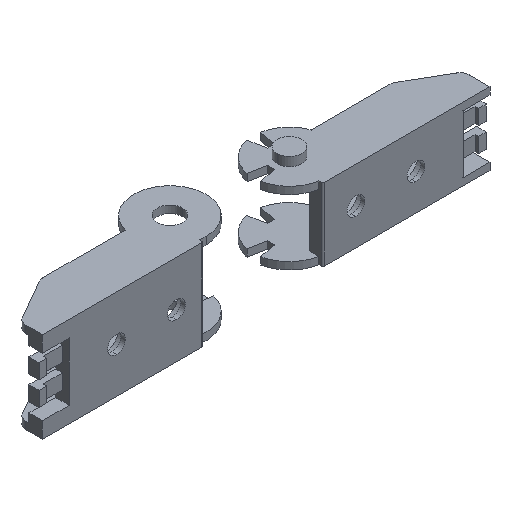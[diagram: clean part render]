
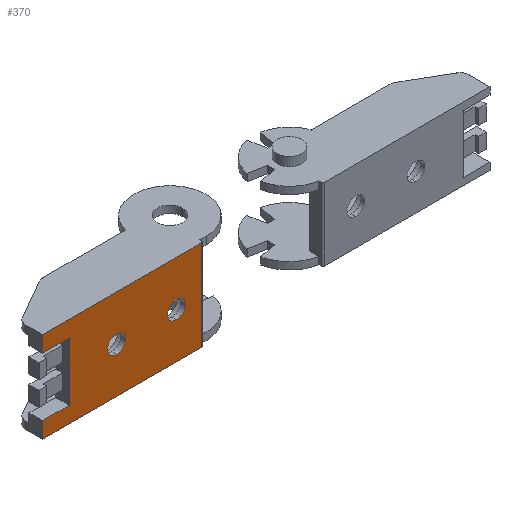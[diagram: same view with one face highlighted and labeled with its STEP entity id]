
A CAD part, isometric view. The second image highlights one B-rep face of the part: STEP entity #370.
In plain terms, the highlighted planar face has unit normal (0, -1, 0).
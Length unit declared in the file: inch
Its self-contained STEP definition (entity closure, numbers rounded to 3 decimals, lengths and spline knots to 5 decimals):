
#82 = EDGE_CURVE ( 'NONE', #1985, #4324, #4069, .T. ) ;
#143 = CARTESIAN_POINT ( 'NONE',  ( -1.98819, 0., 0.09252 ) ) ;
#166 = CIRCLE ( 'NONE', #2747, 0.11024 ) ;
#223 = DIRECTION ( 'NONE',  ( 0., 0., 1. ) ) ;
#262 = CARTESIAN_POINT ( 'NONE',  ( 0., 0., -1.0374 ) ) ;
#294 = EDGE_CURVE ( 'NONE', #674, #1790, #3709, .T. ) ;
#296 = DIRECTION ( 'NONE',  ( 0., 0., 1. ) ) ;
#312 = ORIENTED_EDGE ( 'NONE', *, *, #522, .T. ) ;
#370 = ADVANCED_FACE ( 'NONE', ( #2192, #1576, #1604 ), #4046, .T. ) ;
#384 = LINE ( 'NONE', #1057, #1801 ) ;
#464 = VECTOR ( 'NONE', #4263, 39.37008 ) ;
#502 = EDGE_CURVE ( 'NONE', #3533, #3027, #166, .T. ) ;
#522 = EDGE_CURVE ( 'NONE', #3896, #3081, #3400, .T. ) ;
#535 = ORIENTED_EDGE ( 'NONE', *, *, #1010, .T. ) ;
#552 = CARTESIAN_POINT ( 'NONE',  ( -1.98819, 0., 0. ) ) ;
#559 = CARTESIAN_POINT ( 'NONE',  ( 0., 0., -0.10827 ) ) ;
#622 = DIRECTION ( 'NONE',  ( 0., 1., 0. ) ) ;
#633 = EDGE_CURVE ( 'NONE', #2796, #4446, #3214, .T. ) ;
#674 = VERTEX_POINT ( 'NONE', #1395 ) ;
#687 = AXIS2_PLACEMENT_3D ( 'NONE', #1780, #3189, #2445 ) ;
#712 = ORIENTED_EDGE ( 'NONE', *, *, #962, .T. ) ;
#775 = CARTESIAN_POINT ( 'NONE',  ( -1.98819, 0., -1.0374 ) ) ;
#887 = VERTEX_POINT ( 'NONE', #3781 ) ;
#893 = LINE ( 'NONE', #552, #1944 ) ;
#898 = DIRECTION ( 'NONE',  ( 0., 0., -1. ) ) ;
#909 = AXIS2_PLACEMENT_3D ( 'NONE', #2344, #622, #4499 ) ;
#962 = EDGE_CURVE ( 'NONE', #1790, #674, #4372, .T. ) ;
#1010 = EDGE_CURVE ( 'NONE', #4324, #2796, #893, .T. ) ;
#1057 = CARTESIAN_POINT ( 'NONE',  ( 0., 0., 0. ) ) ;
#1105 = EDGE_CURVE ( 'NONE', #4446, #887, #384, .T. ) ;
#1186 = DIRECTION ( 'NONE',  ( 0., 0., 1. ) ) ;
#1256 = CARTESIAN_POINT ( 'NONE',  ( 0., 0., 0. ) ) ;
#1305 = CARTESIAN_POINT ( 'NONE',  ( -0.9252, 0., -0.58268 ) ) ;
#1395 = CARTESIAN_POINT ( 'NONE',  ( -0.9252, 0., -0.3622 ) ) ;
#1406 = CARTESIAN_POINT ( 'NONE',  ( -0.33465, 0., -0.83661 ) ) ;
#1466 = CARTESIAN_POINT ( 'NONE',  ( 0., 0., -1.0374 ) ) ;
#1503 = VECTOR ( 'NONE', #2676, 39.37008 ) ;
#1540 = DIRECTION ( 'NONE',  ( 0., 0., -1. ) ) ;
#1576 = FACE_BOUND ( 'NONE', #2140, .T. ) ;
#1604 = FACE_OUTER_BOUND ( 'NONE', #3710, .T. ) ;
#1710 = ORIENTED_EDGE ( 'NONE', *, *, #82, .T. ) ;
#1714 = DIRECTION ( 'NONE',  ( 0., 1., 0. ) ) ;
#1760 = ORIENTED_EDGE ( 'NONE', *, *, #4240, .T. ) ;
#1780 = CARTESIAN_POINT ( 'NONE',  ( -0.9252, 0., -0.47244 ) ) ;
#1790 = VERTEX_POINT ( 'NONE', #1305 ) ;
#1801 = VECTOR ( 'NONE', #296, 39.37008 ) ;
#1920 = DIRECTION ( 'NONE',  ( 0., -1., 0. ) ) ;
#1944 = VECTOR ( 'NONE', #1963, 39.37008 ) ;
#1950 = DIRECTION ( 'NONE',  ( -1., 0., 0. ) ) ;
#1963 = DIRECTION ( 'NONE',  ( 0., 0., -1. ) ) ;
#1985 = VERTEX_POINT ( 'NONE', #2168 ) ;
#1991 = CARTESIAN_POINT ( 'NONE',  ( -1.67323, 0., -0.47244 ) ) ;
#2007 = VECTOR ( 'NONE', #1950, 39.37008 ) ;
#2053 = LINE ( 'NONE', #2345, #3858 ) ;
#2140 = EDGE_LOOP ( 'NONE', ( #712, #3308 ) ) ;
#2168 = CARTESIAN_POINT ( 'NONE',  ( 0., 0., 0.09252 ) ) ;
#2192 = FACE_BOUND ( 'NONE', #3045, .T. ) ;
#2241 = DIRECTION ( 'NONE',  ( 0., 0., -1. ) ) ;
#2242 = EDGE_CURVE ( 'NONE', #4048, #3896, #2053, .T. ) ;
#2344 = CARTESIAN_POINT ( 'NONE',  ( -0.9252, 0., -0.47244 ) ) ;
#2345 = CARTESIAN_POINT ( 'NONE',  ( -0.33465, 0., 0. ) ) ;
#2375 = ORIENTED_EDGE ( 'NONE', *, *, #4329, .T. ) ;
#2409 = EDGE_CURVE ( 'NONE', #887, #4048, #4572, .T. ) ;
#2445 = DIRECTION ( 'NONE',  ( 0., 0., -1. ) ) ;
#2458 = CARTESIAN_POINT ( 'NONE',  ( -1.67323, 0., -0.58268 ) ) ;
#2624 = CARTESIAN_POINT ( 'NONE',  ( -0.33465, 0., -0.10827 ) ) ;
#2676 = DIRECTION ( 'NONE',  ( 1., 0., 0. ) ) ;
#2747 = AXIS2_PLACEMENT_3D ( 'NONE', #3047, #1714, #898 ) ;
#2770 = ORIENTED_EDGE ( 'NONE', *, *, #1105, .T. ) ;
#2796 = VERTEX_POINT ( 'NONE', #775 ) ;
#2970 = AXIS2_PLACEMENT_3D ( 'NONE', #1256, #1920, #2241 ) ;
#2998 = ORIENTED_EDGE ( 'NONE', *, *, #502, .T. ) ;
#3027 = VERTEX_POINT ( 'NONE', #3046 ) ;
#3044 = VECTOR ( 'NONE', #3835, 39.37008 ) ;
#3045 = EDGE_LOOP ( 'NONE', ( #2998, #2375 ) ) ;
#3046 = CARTESIAN_POINT ( 'NONE',  ( -1.67323, 0., -0.3622 ) ) ;
#3047 = CARTESIAN_POINT ( 'NONE',  ( -1.67323, 0., -0.47244 ) ) ;
#3081 = VERTEX_POINT ( 'NONE', #4528 ) ;
#3189 = DIRECTION ( 'NONE',  ( 0., 1., 0. ) ) ;
#3214 = LINE ( 'NONE', #1466, #3044 ) ;
#3308 = ORIENTED_EDGE ( 'NONE', *, *, #294, .T. ) ;
#3314 = CARTESIAN_POINT ( 'NONE',  ( 0., 0., 0. ) ) ;
#3315 = CARTESIAN_POINT ( 'NONE',  ( 0., 0., 0.09252 ) ) ;
#3400 = LINE ( 'NONE', #559, #1503 ) ;
#3512 = VECTOR ( 'NONE', #1186, 39.37008 ) ;
#3533 = VERTEX_POINT ( 'NONE', #2458 ) ;
#3571 = ORIENTED_EDGE ( 'NONE', *, *, #633, .T. ) ;
#3637 = ORIENTED_EDGE ( 'NONE', *, *, #2242, .T. ) ;
#3681 = DIRECTION ( 'NONE',  ( 0., 1., 0. ) ) ;
#3709 = CIRCLE ( 'NONE', #687, 0.11024 ) ;
#3710 = EDGE_LOOP ( 'NONE', ( #2770, #3771, #3637, #312, #1760, #1710, #535, #3571 ) ) ;
#3771 = ORIENTED_EDGE ( 'NONE', *, *, #2409, .T. ) ;
#3781 = CARTESIAN_POINT ( 'NONE',  ( 0., 0., -0.83661 ) ) ;
#3835 = DIRECTION ( 'NONE',  ( 1., 0., 0. ) ) ;
#3858 = VECTOR ( 'NONE', #223, 39.37008 ) ;
#3896 = VERTEX_POINT ( 'NONE', #2624 ) ;
#4046 = PLANE ( 'NONE',  #2970 ) ;
#4048 = VERTEX_POINT ( 'NONE', #1406 ) ;
#4050 = LINE ( 'NONE', #3314, #3512 ) ;
#4069 = LINE ( 'NONE', #3315, #2007 ) ;
#4175 = AXIS2_PLACEMENT_3D ( 'NONE', #1991, #3681, #1540 ) ;
#4240 = EDGE_CURVE ( 'NONE', #3081, #1985, #4050, .T. ) ;
#4244 = CARTESIAN_POINT ( 'NONE',  ( 0., 0., -0.83661 ) ) ;
#4263 = DIRECTION ( 'NONE',  ( -1., 0., 0. ) ) ;
#4317 = CIRCLE ( 'NONE', #4175, 0.11024 ) ;
#4324 = VERTEX_POINT ( 'NONE', #143 ) ;
#4329 = EDGE_CURVE ( 'NONE', #3027, #3533, #4317, .T. ) ;
#4372 = CIRCLE ( 'NONE', #909, 0.11024 ) ;
#4446 = VERTEX_POINT ( 'NONE', #262 ) ;
#4499 = DIRECTION ( 'NONE',  ( 0., 0., -1. ) ) ;
#4528 = CARTESIAN_POINT ( 'NONE',  ( 0., 0., -0.10827 ) ) ;
#4572 = LINE ( 'NONE', #4244, #464 ) ;
